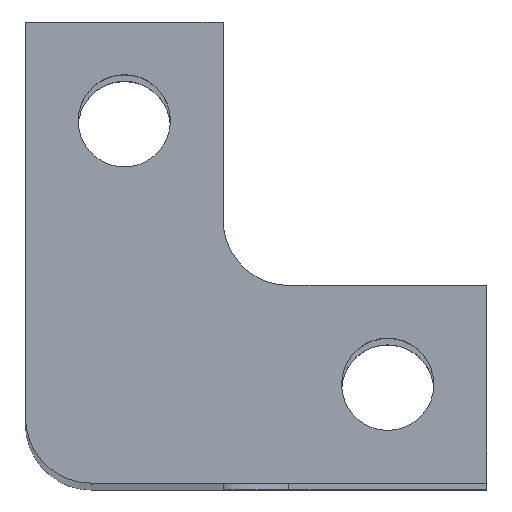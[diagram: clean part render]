
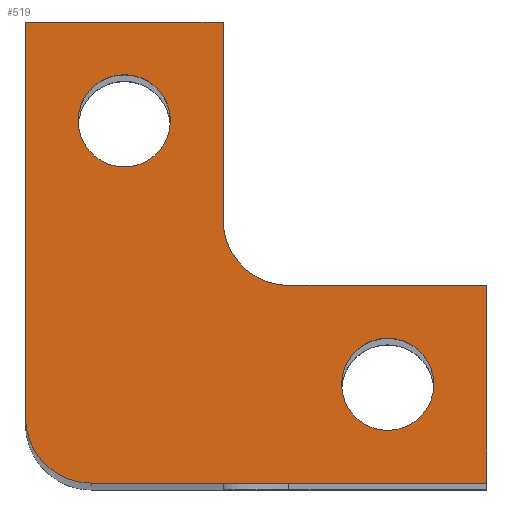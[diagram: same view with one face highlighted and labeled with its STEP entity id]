
A CAD part, top view. The second image highlights one B-rep face of the part: STEP entity #519.
In plain terms, the highlighted planar face has unit normal (0, 0, 1).
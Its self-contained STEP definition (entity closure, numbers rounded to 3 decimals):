
#32=FACE_BOUND('',#70,.T.);
#33=FACE_BOUND('',#71,.T.);
#40=FACE_OUTER_BOUND('',#69,.T.);
#69=EDGE_LOOP('',(#351,#352,#353,#354,#355,#356,#357,#358));
#70=EDGE_LOOP('',(#359));
#71=EDGE_LOOP('',(#360));
#106=LINE('',#776,#159);
#107=LINE('',#778,#160);
#108=LINE('',#780,#161);
#109=LINE('',#784,#162);
#110=LINE('',#786,#163);
#111=LINE('',#787,#164);
#159=VECTOR('',#619,10.);
#160=VECTOR('',#620,10.);
#161=VECTOR('',#621,10.);
#162=VECTOR('',#624,10.);
#163=VECTOR('',#625,10.);
#164=VECTOR('',#626,10.);
#212=CIRCLE('',#563,5.);
#213=CIRCLE('',#564,5.);
#214=CIRCLE('',#565,3.5);
#215=CIRCLE('',#566,3.5);
#228=VERTEX_POINT('',#772);
#229=VERTEX_POINT('',#773);
#230=VERTEX_POINT('',#775);
#231=VERTEX_POINT('',#777);
#232=VERTEX_POINT('',#779);
#233=VERTEX_POINT('',#781);
#234=VERTEX_POINT('',#783);
#235=VERTEX_POINT('',#785);
#236=VERTEX_POINT('',#788);
#237=VERTEX_POINT('',#790);
#276=EDGE_CURVE('',#228,#229,#212,.T.);
#277=EDGE_CURVE('',#230,#229,#106,.T.);
#278=EDGE_CURVE('',#231,#230,#107,.T.);
#279=EDGE_CURVE('',#232,#231,#108,.T.);
#280=EDGE_CURVE('',#232,#233,#213,.T.);
#281=EDGE_CURVE('',#234,#233,#109,.T.);
#282=EDGE_CURVE('',#235,#234,#110,.T.);
#283=EDGE_CURVE('',#228,#235,#111,.T.);
#284=EDGE_CURVE('',#236,#236,#214,.T.);
#285=EDGE_CURVE('',#237,#237,#215,.T.);
#351=ORIENTED_EDGE('',*,*,#276,.T.);
#352=ORIENTED_EDGE('',*,*,#277,.F.);
#353=ORIENTED_EDGE('',*,*,#278,.F.);
#354=ORIENTED_EDGE('',*,*,#279,.F.);
#355=ORIENTED_EDGE('',*,*,#280,.T.);
#356=ORIENTED_EDGE('',*,*,#281,.F.);
#357=ORIENTED_EDGE('',*,*,#282,.F.);
#358=ORIENTED_EDGE('',*,*,#283,.F.);
#359=ORIENTED_EDGE('',*,*,#284,.F.);
#360=ORIENTED_EDGE('',*,*,#285,.F.);
#501=PLANE('',#562);
#519=ADVANCED_FACE('',(#40,#32,#33),#501,.T.);
#562=AXIS2_PLACEMENT_3D('',#771,#615,#616);
#563=AXIS2_PLACEMENT_3D('',#774,#617,#618);
#564=AXIS2_PLACEMENT_3D('',#782,#622,#623);
#565=AXIS2_PLACEMENT_3D('',#789,#627,#628);
#566=AXIS2_PLACEMENT_3D('',#791,#629,#630);
#615=DIRECTION('center_axis',(0.,0.,1.));
#616=DIRECTION('ref_axis',(1.,0.,0.));
#617=DIRECTION('center_axis',(0.,0.,1.));
#618=DIRECTION('ref_axis',(-0.707,-0.707,0.));
#619=DIRECTION('',(-1.,0.,0.));
#620=DIRECTION('',(0.,-1.,0.));
#621=DIRECTION('',(1.,0.,0.));
#622=DIRECTION('center_axis',(0.,0.,-1.));
#623=DIRECTION('ref_axis',(-0.707,-0.707,0.));
#624=DIRECTION('',(0.,-1.,0.));
#625=DIRECTION('',(1.,0.,0.));
#626=DIRECTION('',(0.,1.,0.));
#627=DIRECTION('center_axis',(0.,0.,1.));
#628=DIRECTION('ref_axis',(-1.,0.,0.));
#629=DIRECTION('center_axis',(0.,0.,1.));
#630=DIRECTION('ref_axis',(-1.,0.,0.));
#771=CARTESIAN_POINT('Origin',(0.,0.,300.));
#772=CARTESIAN_POINT('',(-17.5,-12.5,300.));
#773=CARTESIAN_POINT('',(-12.5,-17.5,300.));
#774=CARTESIAN_POINT('Origin',(-12.5,-12.5,300.));
#775=CARTESIAN_POINT('',(17.5,-17.5,300.));
#776=CARTESIAN_POINT('',(17.5,-17.5,300.));
#777=CARTESIAN_POINT('',(17.5,-2.5,300.));
#778=CARTESIAN_POINT('',(17.5,-2.5,300.));
#779=CARTESIAN_POINT('',(2.5,-2.5,300.));
#780=CARTESIAN_POINT('',(-17.5,-2.5,300.));
#781=CARTESIAN_POINT('',(-2.5,2.5,300.));
#782=CARTESIAN_POINT('Origin',(2.5,2.5,300.));
#783=CARTESIAN_POINT('',(-2.5,17.5,300.));
#784=CARTESIAN_POINT('',(-2.5,17.5,300.));
#785=CARTESIAN_POINT('',(-17.5,17.5,300.));
#786=CARTESIAN_POINT('',(-17.5,17.5,300.));
#787=CARTESIAN_POINT('',(-17.5,-17.5,300.));
#788=CARTESIAN_POINT('',(-6.5,10.,300.));
#789=CARTESIAN_POINT('Origin',(-10.,10.,300.));
#790=CARTESIAN_POINT('',(13.5,-10.,300.));
#791=CARTESIAN_POINT('Origin',(10.,-10.,300.));
